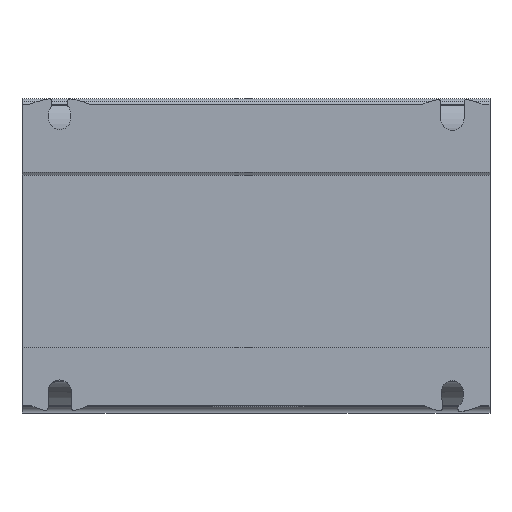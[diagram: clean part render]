
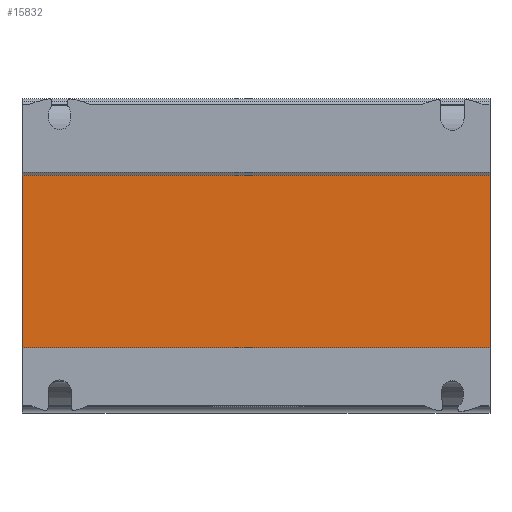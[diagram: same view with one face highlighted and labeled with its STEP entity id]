
A CAD part, top view. The second image highlights one B-rep face of the part: STEP entity #15832.
In plain terms, the highlighted planar face has unit normal (0, 0, 1).
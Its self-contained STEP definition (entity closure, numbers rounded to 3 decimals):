
#745=DIRECTION('',(0.,1.,0.));
#746=VECTOR('',#745,33.7);
#747=CARTESIAN_POINT('',(45.,-21.8,49.55));
#748=LINE('',#747,#746);
#4228=DIRECTION('',(1.,0.,0.));
#4229=VECTOR('',#4228,90.);
#4230=CARTESIAN_POINT('',(-45.,-21.8,49.55));
#4231=LINE('',#4230,#4229);
#4232=DIRECTION('',(0.,1.,0.));
#4233=VECTOR('',#4232,33.7);
#4234=CARTESIAN_POINT('',(-45.,-21.8,49.55));
#4235=LINE('',#4234,#4233);
#4236=DIRECTION('',(1.,0.,0.));
#4237=VECTOR('',#4236,90.);
#4238=CARTESIAN_POINT('',(-45.,11.9,49.55));
#4239=LINE('',#4238,#4237);
#8352=CARTESIAN_POINT('',(45.,-21.8,49.55));
#8353=VERTEX_POINT('',#8352);
#8354=CARTESIAN_POINT('',(45.,11.9,49.55));
#8355=VERTEX_POINT('',#8354);
#8508=CARTESIAN_POINT('',(-45.,11.9,49.55));
#8509=VERTEX_POINT('',#8508);
#8510=CARTESIAN_POINT('',(-45.,-21.8,49.55));
#8511=VERTEX_POINT('',#8510);
#15820=CARTESIAN_POINT('',(45.,11.9,49.55));
#15821=DIRECTION('',(0.,0.,1.));
#15822=DIRECTION('',(0.,-1.,0.));
#15823=AXIS2_PLACEMENT_3D('',#15820,#15821,#15822);
#15824=PLANE('',#15823);
#15825=ORIENTED_EDGE('',*,*,#10830,.F.);
#15826=ORIENTED_EDGE('',*,*,#15815,.F.);
#15827=ORIENTED_EDGE('',*,*,#11313,.T.);
#15829=ORIENTED_EDGE('',*,*,#15828,.T.);
#15830=EDGE_LOOP('',(#15825,#15826,#15827,#15829));
#15831=FACE_OUTER_BOUND('',#15830,.F.);
#15832=ADVANCED_FACE('',(#15831),#15824,.T.);
#10830=EDGE_CURVE('',#8353,#8355,#748,.T.);
#11313=EDGE_CURVE('',#8511,#8509,#4235,.T.);
#15815=EDGE_CURVE('',#8511,#8353,#4231,.T.);
#15828=EDGE_CURVE('',#8509,#8355,#4239,.T.);
